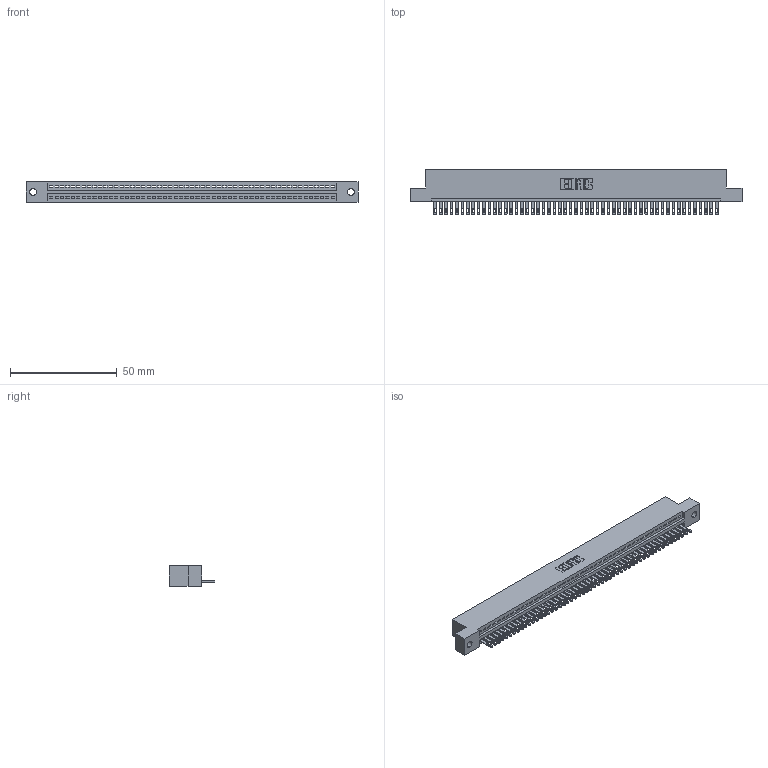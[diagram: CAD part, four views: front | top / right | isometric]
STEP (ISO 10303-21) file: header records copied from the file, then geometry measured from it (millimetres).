
FILE_DESCRIPTION (( 'STEP AP203' ), '1' );
FILE_NAME ('895-053-500-102.STEP', '2020-09-27T12:15:20', ( '' ), ( '' ), 'SwSTEP 2.0', 'SolidWorks 2020', '' );
FILE_SCHEMA (( 'CONFIG_CONTROL_DESIGN' ));
Length unit declared in the file: inch
Products named in the file (3): 345-292-001_345-293-100; 845 Part_Flush Mounting Lugs - 0.128 Dia; 895-053-500-102
Assembly tree (54 placements, depth 2):
  895-053-500-102
    845 Part_Flush Mounting Lugs - 0.128 Dia
    345-292-001_345-293-100  x53
Bounding box: 155.83 x 21.51 x 9.4 mm (x, y, z)
Volume: 14887 mm3; surface area: 19780.5 mm2
Topology: 54 solids, 54 shells, 2988 faces, 9245 edges, 6162 vertices
Faces by surface type: plane 1882, cylinder 1106
Entity records: 38341 total; most frequent: CARTESIAN_POINT 6647, ORIENTED_EDGE 6634, DIRECTION 5791, EDGE_CURVE 3317, VECTOR 2969, LINE 2969, VERTEX_POINT 2210, AXIS2_PLACEMENT_3D 1411
